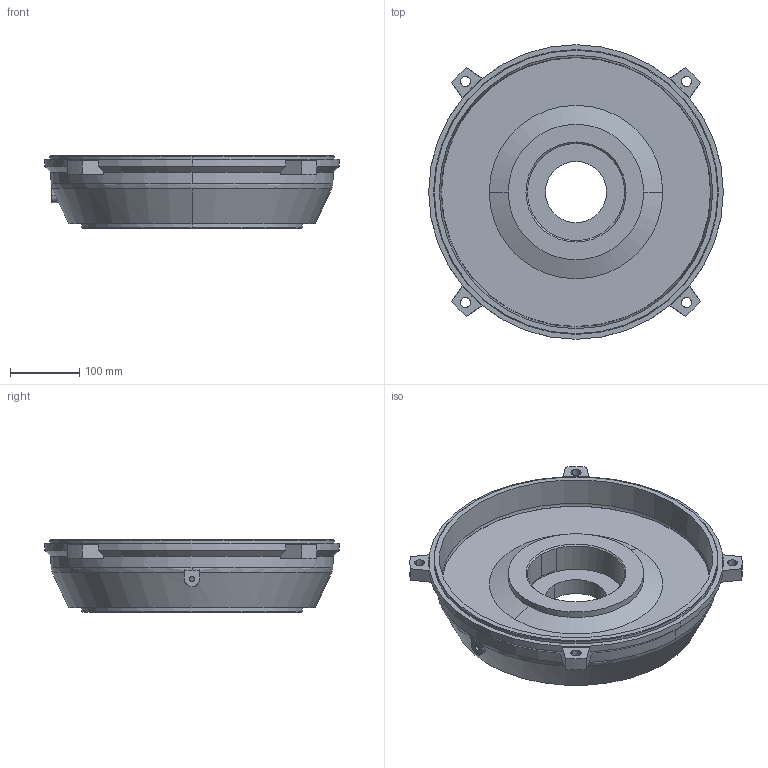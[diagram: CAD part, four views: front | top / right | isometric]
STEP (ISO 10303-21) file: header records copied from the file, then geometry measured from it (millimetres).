
FILE_DESCRIPTION (( 'STEP AP214' ), '1' );
FILE_NAME ('MTAP2-CFACE-360TC.STEP', '2018-12-11T01:43:20', ( '' ), ( '' ), 'SwSTEP 2.0', 'SolidWorks 2017', '' );
FILE_SCHEMA (( 'AUTOMOTIVE_DESIGN' ));
Length unit declared in the file: inch
Products named in the file (1): MTAP2-CFACE-360TC
Bounding box: 424 x 424 x 104.3 mm (x, y, z)
Volume: 5831820.5 mm3; surface area: 524361.3 mm2
Topology: 2 solids, 2 shells, 192 faces, 497 edges, 329 vertices
Faces by surface type: cylinder 109, plane 42, cone 24, bspline 15, torus 2
Entity records: 9549 total; most frequent: CARTESIAN_POINT 2195, DIRECTION 1053, ORIENTED_EDGE 994, EDGE_CURVE 497, AXIS2_PLACEMENT_3D 446, VERTEX_POINT 329, CIRCLE 268, EDGE_LOOP 230
